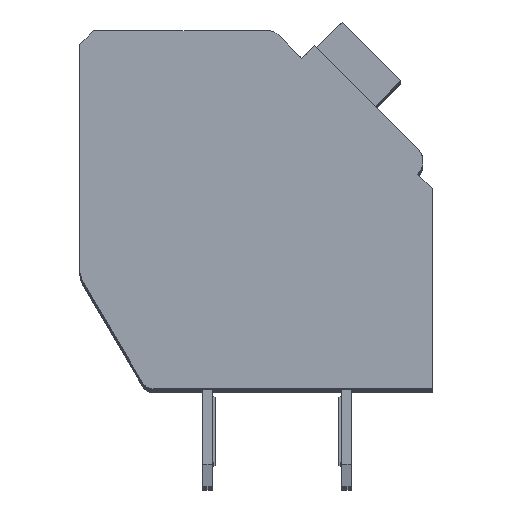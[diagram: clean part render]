
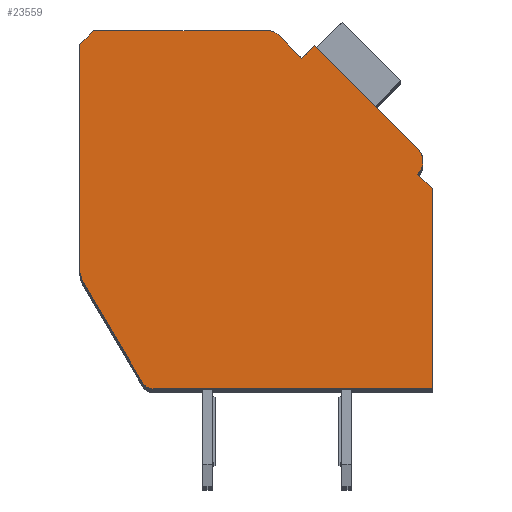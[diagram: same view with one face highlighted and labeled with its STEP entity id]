
A CAD part, top view. The second image highlights one B-rep face of the part: STEP entity #23559.
In plain terms, the highlighted planar face has unit normal (0, 0, 1).
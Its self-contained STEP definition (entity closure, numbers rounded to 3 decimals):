
#433=DIRECTION('',(0.,-1.,0.));
#434=VECTOR('',#433,8.053);
#435=CARTESIAN_POINT('',(-12.7,12.4,2.1));
#436=LINE('',#435,#434);
#437=DIRECTION('',(-0.707,-0.707,0.));
#438=VECTOR('',#437,0.707);
#439=CARTESIAN_POINT('',(-12.2,12.9,2.1));
#440=LINE('',#439,#438);
#441=DIRECTION('',(-1.,0.,0.));
#442=VECTOR('',#441,6.298);
#443=CARTESIAN_POINT('',(-5.902,12.9,2.1));
#444=LINE('',#443,#442);
#445=CARTESIAN_POINT('',(-5.902,12.4,2.1));
#446=DIRECTION('',(0.,0.,1.));
#447=DIRECTION('',(0.707,0.707,0.));
#448=AXIS2_PLACEMENT_3D('',#445,#446,#447);
#450=DIRECTION('',(-0.707,0.707,0.));
#451=VECTOR('',#450,1.197);
#452=CARTESIAN_POINT('',(-4.702,11.907,2.1));
#453=LINE('',#452,#451);
#454=DIRECTION('',(-0.707,-0.707,0.));
#455=VECTOR('',#454,0.65);
#456=CARTESIAN_POINT('',(-4.243,12.367,2.1));
#457=LINE('',#456,#455);
#458=DIRECTION('',(-0.707,0.707,0.));
#459=VECTOR('',#458,5.25);
#460=CARTESIAN_POINT('',(-0.53,8.655,2.1));
#461=LINE('',#460,#459);
#462=CARTESIAN_POINT('',(-0.99,8.195,2.1));
#463=DIRECTION('',(0.,0.,1.));
#464=DIRECTION('',(0.707,-0.707,0.));
#465=AXIS2_PLACEMENT_3D('',#462,#463,#464);
#467=DIRECTION('',(-0.707,0.707,0.));
#468=VECTOR('',#467,0.75);
#469=CARTESIAN_POINT('',(0.,7.205,2.1));
#470=LINE('',#469,#468);
#471=DIRECTION('',(0.,1.,0.));
#472=VECTOR('',#471,7.205);
#473=CARTESIAN_POINT('',(0.,0.,2.1));
#474=LINE('',#473,#472);
#475=DIRECTION('',(1.,0.,0.));
#476=VECTOR('',#475,10.014);
#477=CARTESIAN_POINT('',(-10.014,0.,2.1));
#478=LINE('',#477,#476);
#479=CARTESIAN_POINT('',(-10.014,0.5,2.1));
#480=DIRECTION('',(0.,0.,1.));
#481=DIRECTION('',(-0.862,-0.508,0.));
#482=AXIS2_PLACEMENT_3D('',#479,#480,#481);
#484=DIRECTION('',(0.508,-0.862,0.));
#485=VECTOR('',#484,4.17);
#486=CARTESIAN_POINT('',(-12.562,3.839,2.1));
#487=LINE('',#486,#485);
#488=CARTESIAN_POINT('',(-11.7,4.347,2.1));
#489=DIRECTION('',(0.,0.,1.));
#490=DIRECTION('',(-1.,0.,0.));
#491=AXIS2_PLACEMENT_3D('',#488,#489,#490);
#17681=CARTESIAN_POINT('',(-12.7,12.4,2.1));
#17682=CARTESIAN_POINT('',(-12.7,4.347,2.1));
#17683=VERTEX_POINT('',#17681);
#17684=VERTEX_POINT('',#17682);
#17685=CARTESIAN_POINT('',(-12.562,3.839,2.1));
#17686=VERTEX_POINT('',#17685);
#17687=CARTESIAN_POINT('',(-10.445,0.246,2.1));
#17688=VERTEX_POINT('',#17687);
#17689=CARTESIAN_POINT('',(-10.014,0.,2.1));
#17690=VERTEX_POINT('',#17689);
#17691=CARTESIAN_POINT('',(0.,0.,2.1));
#17692=VERTEX_POINT('',#17691);
#17693=CARTESIAN_POINT('',(0.,7.205,2.1));
#17694=VERTEX_POINT('',#17693);
#17695=CARTESIAN_POINT('',(-0.53,7.735,2.1));
#17696=VERTEX_POINT('',#17695);
#17697=CARTESIAN_POINT('',(-0.53,8.655,2.1));
#17698=VERTEX_POINT('',#17697);
#17699=CARTESIAN_POINT('',(-4.243,12.367,2.1));
#17700=VERTEX_POINT('',#17699);
#17701=CARTESIAN_POINT('',(-4.702,11.907,2.1));
#17702=VERTEX_POINT('',#17701);
#17703=CARTESIAN_POINT('',(-5.548,12.754,2.1));
#17704=VERTEX_POINT('',#17703);
#17705=CARTESIAN_POINT('',(-5.902,12.9,2.1));
#17706=VERTEX_POINT('',#17705);
#17707=CARTESIAN_POINT('',(-12.2,12.9,2.1));
#17708=VERTEX_POINT('',#17707);
#23526=CARTESIAN_POINT('',(0.,0.,2.1));
#23527=DIRECTION('',(0.,0.,1.));
#23528=DIRECTION('',(1.,0.,0.));
#23529=AXIS2_PLACEMENT_3D('',#23526,#23527,#23528);
#23530=PLANE('',#23529);
#23531=ORIENTED_EDGE('',*,*,#23121,.F.);
#23533=ORIENTED_EDGE('',*,*,#23532,.F.);
#23535=ORIENTED_EDGE('',*,*,#23534,.F.);
#23537=ORIENTED_EDGE('',*,*,#23536,.F.);
#23539=ORIENTED_EDGE('',*,*,#23538,.F.);
#23541=ORIENTED_EDGE('',*,*,#23540,.F.);
#23543=ORIENTED_EDGE('',*,*,#23542,.F.);
#23545=ORIENTED_EDGE('',*,*,#23544,.F.);
#23547=ORIENTED_EDGE('',*,*,#23546,.F.);
#23549=ORIENTED_EDGE('',*,*,#23548,.F.);
#23551=ORIENTED_EDGE('',*,*,#23550,.F.);
#23553=ORIENTED_EDGE('',*,*,#23552,.F.);
#23555=ORIENTED_EDGE('',*,*,#23554,.F.);
#23556=ORIENTED_EDGE('',*,*,#23279,.F.);
#23557=EDGE_LOOP('',(#23531,#23533,#23535,#23537,#23539,#23541,#23543,#23545,
#23547,#23549,#23551,#23553,#23555,#23556));
#23558=FACE_OUTER_BOUND('',#23557,.F.);
#449=CIRCLE('',#448,0.5);
#466=CIRCLE('',#465,0.65);
#483=CIRCLE('',#482,0.5);
#492=CIRCLE('',#491,1.);
#23121=EDGE_CURVE('',#17683,#17684,#436,.T.);
#23279=EDGE_CURVE('',#17684,#17686,#492,.T.);
#23532=EDGE_CURVE('',#17708,#17683,#440,.T.);
#23534=EDGE_CURVE('',#17706,#17708,#444,.T.);
#23536=EDGE_CURVE('',#17704,#17706,#449,.T.);
#23538=EDGE_CURVE('',#17702,#17704,#453,.T.);
#23540=EDGE_CURVE('',#17700,#17702,#457,.T.);
#23542=EDGE_CURVE('',#17698,#17700,#461,.T.);
#23544=EDGE_CURVE('',#17696,#17698,#466,.T.);
#23546=EDGE_CURVE('',#17694,#17696,#470,.T.);
#23548=EDGE_CURVE('',#17692,#17694,#474,.T.);
#23550=EDGE_CURVE('',#17690,#17692,#478,.T.);
#23552=EDGE_CURVE('',#17688,#17690,#483,.T.);
#23554=EDGE_CURVE('',#17686,#17688,#487,.T.);
#23559=ADVANCED_FACE('',(#23558),#23530,.T.);
